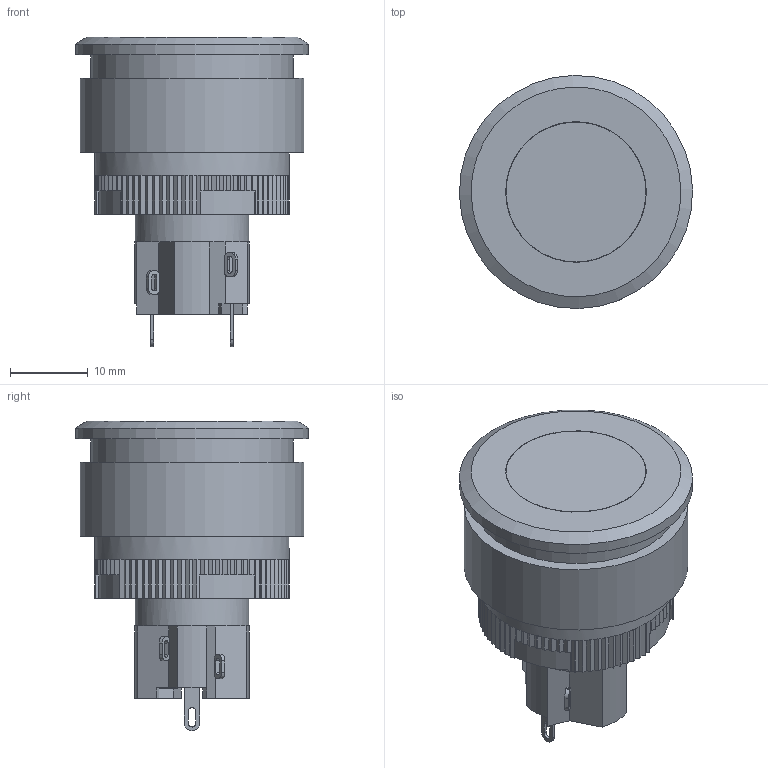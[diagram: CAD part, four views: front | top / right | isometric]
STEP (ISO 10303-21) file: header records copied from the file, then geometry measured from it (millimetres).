
FILE_DESCRIPTION((' '),'2;1');
FILE_NAME('LASxxV31xxxx.stp','2017-07-26T16:08:28',(' '),(' '),' ','ACIS',' ');
FILE_SCHEMA(('CONFIG_CONTROL_DESIGN'));
Length unit declared in the file: inch
Products named in the file (1): LASxxV31xxxx.stp
Bounding box: 29.99 x 29.99 x 39.86 mm (x, y, z)
Volume: 11672 mm3; surface area: 9101.2 mm2
Topology: 1 solids, 7 shells, 609 faces, 1679 edges, 1112 vertices
Faces by surface type: plane 461, cylinder 82, bspline 55, cone 5, torus 5, sphere 1
Full cylindrical faces by diameter (mm): 3.2 x2, 3.5 x1, 5.7 x2, 7 x2, 13 x1, 14 x1, 14.5 x1, 14.6 x1, 18 x1, 18.1 x1, 18.3 x1, 20 x1, 20.917 x1, 21.5 x2, 23 x2, 25 x2, 25.4 x1, 26 x1, 28.8 x1, 30 x1
Entity records: 19433 total; most frequent: CARTESIAN_POINT 4039, ORIENTED_EDGE 3250, DIRECTION 2996, EDGE_CURVE 1625, VECTOR 1152, LINE 1152, VERTEX_POINT 1095, AXIS2_PLACEMENT_3D 922
